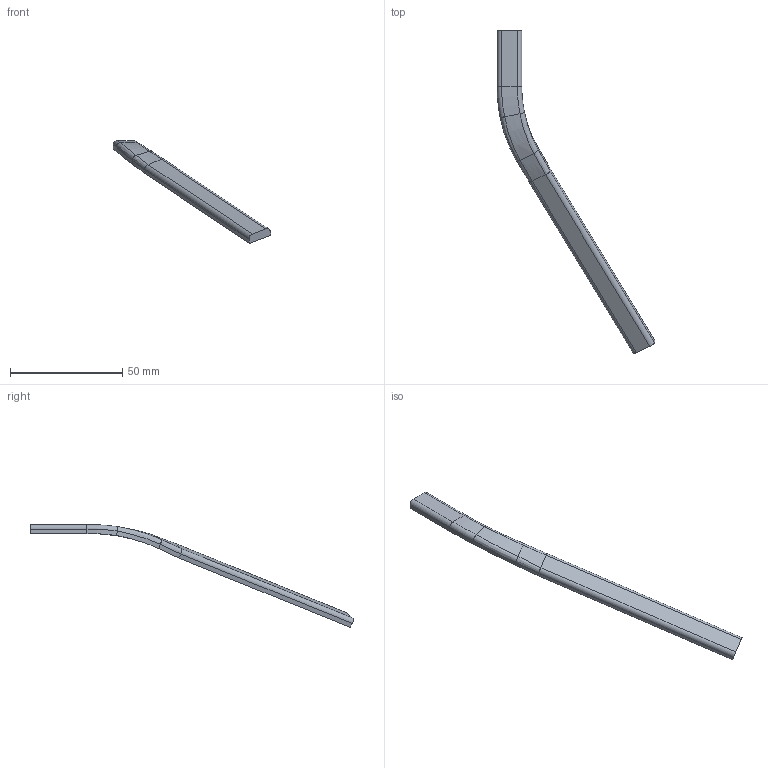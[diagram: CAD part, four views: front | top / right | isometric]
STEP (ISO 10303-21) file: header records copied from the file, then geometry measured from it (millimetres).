
FILE_DESCRIPTION(/* description */ (''),/* implementation_level */ '2;1');
FILE_NAME(/* name */ 'SV06_lighting_stick_right_back.step',/* time_stamp */ '2024-02-10T00:00:00.000Z',/* author */ (''),/* organization */ (''),/* preprocessor_version */ 'ST-DEVELOPER v20',/* originating_system */ 'Autodesk Translation Framework v12.14.0.127',/* authorisation */ '');
FILE_SCHEMA (('AUTOMOTIVE_DESIGN { 1 0 10303 214 3 1 1 }'));
Length unit declared in the file: millimetre
Products named in the file (1): LED Strip Mount
Bounding box: 70.23 x 143.43 x 45.81 mm (x, y, z)
Volume: 5497.2 mm3; surface area: 5205.9 mm2
Topology: 1 solids, 1 shells, 62 faces, 147 edges, 87 vertices
Faces by surface type: bspline 24, plane 18, cone 8, cylinder 8, torus 4
Entity records: 2170 total; most frequent: CARTESIAN_POINT 818, ORIENTED_EDGE 294, DIRECTION 243, EDGE_CURVE 147, VERTEX_POINT 87, AXIS2_PLACEMENT_3D 83, LINE 77, VECTOR 77
